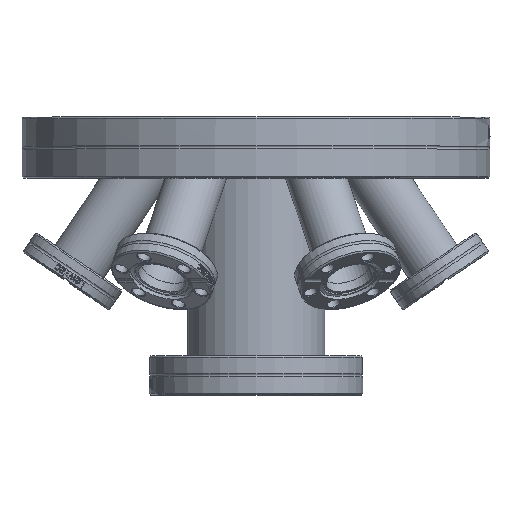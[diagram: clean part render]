
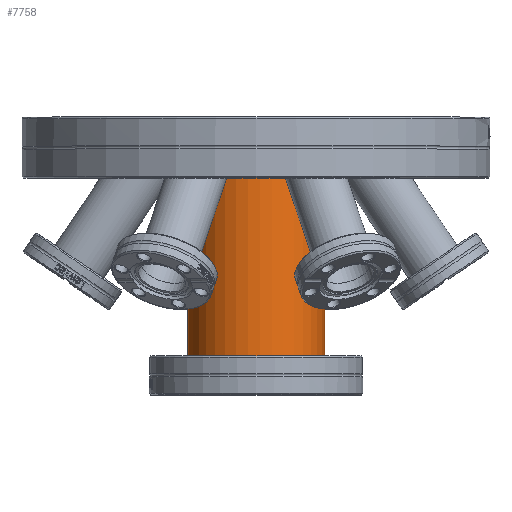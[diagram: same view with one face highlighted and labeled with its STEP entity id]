
A CAD part, top view. The second image highlights one B-rep face of the part: STEP entity #7758.
In plain terms, the highlighted cylindrical face has radius 22.25 mm (diameter 44.5 mm), a full revolution.
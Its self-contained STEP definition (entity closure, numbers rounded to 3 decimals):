
#1226=FACE_OUTER_BOUND('',#1730,.T.);
#1730=EDGE_LOOP('',(#6653,#6654,#6655,#6656));
#2193=LINE('',#26804,#2637);
#2637=VECTOR('',#9962,22.25);
#3004=CIRCLE('',#8484,22.25);
#3005=CIRCLE('',#8485,22.25);
#3637=VERTEX_POINT('',#26801);
#3638=VERTEX_POINT('',#26803);
#4684=EDGE_CURVE('',#3637,#3637,#3004,.T.);
#4685=EDGE_CURVE('',#3637,#3638,#2193,.T.);
#4686=EDGE_CURVE('',#3638,#3638,#3005,.T.);
#6653=ORIENTED_EDGE('',*,*,#4684,.F.);
#6654=ORIENTED_EDGE('',*,*,#4685,.T.);
#6655=ORIENTED_EDGE('',*,*,#4686,.F.);
#6656=ORIENTED_EDGE('',*,*,#4685,.F.);
#7441=CYLINDRICAL_SURFACE('',#8483,22.25);
#7758=ADVANCED_FACE('',(#1226),#7441,.T.);
#8483=AXIS2_PLACEMENT_3D('',#26800,#9958,#9959);
#8484=AXIS2_PLACEMENT_3D('',#26802,#9960,#9961);
#8485=AXIS2_PLACEMENT_3D('',#26805,#9963,#9964);
#9958=DIRECTION('center_axis',(0.,0.,1.));
#9959=DIRECTION('ref_axis',(-1.,0.,0.));
#9960=DIRECTION('center_axis',(0.,0.,1.));
#9961=DIRECTION('ref_axis',(-1.,0.,0.));
#9962=DIRECTION('',(0.,0.,-1.));
#9963=DIRECTION('center_axis',(0.,0.,-1.));
#9964=DIRECTION('ref_axis',(-1.,0.,0.));
#26800=CARTESIAN_POINT('Origin',(0.,0.,0.));
#26801=CARTESIAN_POINT('',(22.25,0.,69.9));
#26802=CARTESIAN_POINT('Origin',(0.,0.,69.9));
#26803=CARTESIAN_POINT('',(22.25,0.,0.));
#26804=CARTESIAN_POINT('',(22.25,0.,0.));
#26805=CARTESIAN_POINT('Origin',(0.,0.,0.));
